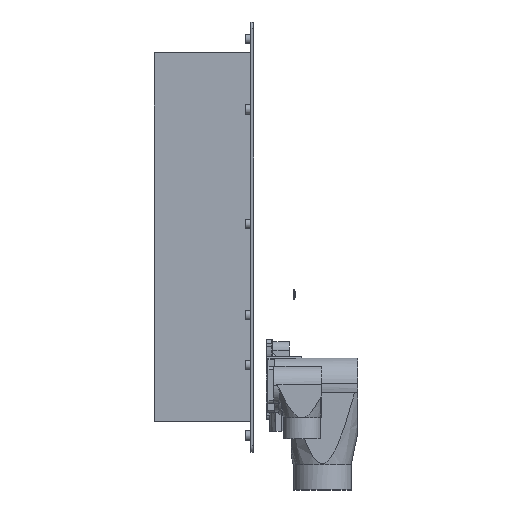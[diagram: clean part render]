
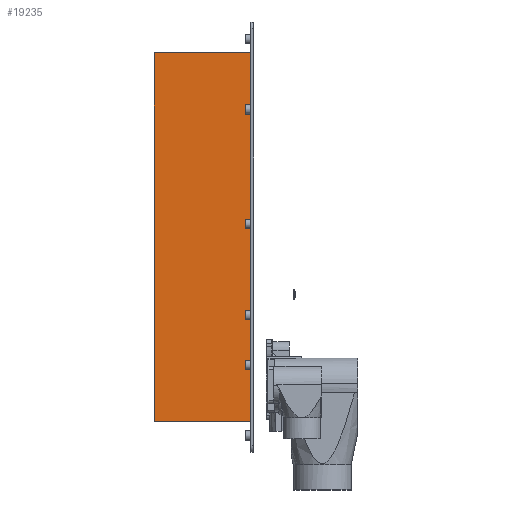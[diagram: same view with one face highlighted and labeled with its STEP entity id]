
A CAD part, left-side view. The second image highlights one B-rep face of the part: STEP entity #19235.
In plain terms, the highlighted face is planar.
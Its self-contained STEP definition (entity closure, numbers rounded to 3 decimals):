
#517 = DIRECTION ( 'NONE',  ( 0., -1., 0. ) ) ;
#812 = LINE ( 'NONE', #3120, #10438 ) ;
#1532 = CARTESIAN_POINT ( 'NONE',  ( 137., 0., 11. ) ) ;
#1967 = VERTEX_POINT ( 'NONE', #7809 ) ;
#2445 = FACE_OUTER_BOUND ( 'NONE', #4232, .T. ) ;
#2461 = LINE ( 'NONE', #16021, #11579 ) ;
#3120 = CARTESIAN_POINT ( 'NONE',  ( -137., 0., 11. ) ) ;
#4172 = VERTEX_POINT ( 'NONE', #19113 ) ;
#4232 = EDGE_LOOP ( 'NONE', ( #16832, #18582, #14740, #18487 ) ) ;
#4607 = CARTESIAN_POINT ( 'NONE',  ( -137., 0., 70.004 ) ) ;
#5041 = LINE ( 'NONE', #1532, #14150 ) ;
#5978 = VERTEX_POINT ( 'NONE', #4607 ) ;
#6327 = DIRECTION ( 'NONE',  ( 1., 0., 0. ) ) ;
#7809 = CARTESIAN_POINT ( 'NONE',  ( 137., 0., -2. ) ) ;
#7960 = DIRECTION ( 'NONE',  ( 1., 0., 0. ) ) ;
#8738 = CARTESIAN_POINT ( 'NONE',  ( -135., 0., -2. ) ) ;
#8948 = DIRECTION ( 'NONE',  ( 0., 0., -1. ) ) ;
#9088 = EDGE_CURVE ( 'NONE', #5978, #4172, #2461, .T. ) ;
#9905 = CARTESIAN_POINT ( 'NONE',  ( -137., 0., -2. ) ) ;
#10334 = PLANE ( 'NONE',  #12599 ) ;
#10438 = VECTOR ( 'NONE', #8948, 1000. ) ;
#11579 = VECTOR ( 'NONE', #6327, 1000. ) ;
#12391 = EDGE_CURVE ( 'NONE', #1967, #4172, #5041, .T. ) ;
#12418 = EDGE_CURVE ( 'NONE', #5978, #18175, #812, .T. ) ;
#12599 = AXIS2_PLACEMENT_3D ( 'NONE', #18186, #517, #7960 ) ;
#14150 = VECTOR ( 'NONE', #18610, 1000. ) ;
#14740 = ORIENTED_EDGE ( 'NONE', *, *, #12391, .T. ) ;
#16021 = CARTESIAN_POINT ( 'NONE',  ( -137., 0., 70.004 ) ) ;
#16832 = ORIENTED_EDGE ( 'NONE', *, *, #12418, .T. ) ;
#18175 = VERTEX_POINT ( 'NONE', #9905 ) ;
#18186 = CARTESIAN_POINT ( 'NONE',  ( 0., 0., 0. ) ) ;
#18487 = ORIENTED_EDGE ( 'NONE', *, *, #9088, .F. ) ;
#18535 = LINE ( 'NONE', #8738, #20863 ) ;
#18582 = ORIENTED_EDGE ( 'NONE', *, *, #22030, .F. ) ;
#18610 = DIRECTION ( 'NONE',  ( 0., 0., 1. ) ) ;
#19113 = CARTESIAN_POINT ( 'NONE',  ( 137., 0., 70.004 ) ) ;
#19235 = ADVANCED_FACE ( 'NONE', ( #2445 ), #10334, .T. ) ;
#20863 = VECTOR ( 'NONE', #22913, 1000. ) ;
#22030 = EDGE_CURVE ( 'NONE', #1967, #18175, #18535, .T. ) ;
#22913 = DIRECTION ( 'NONE',  ( -1., 0., 0. ) ) ;
